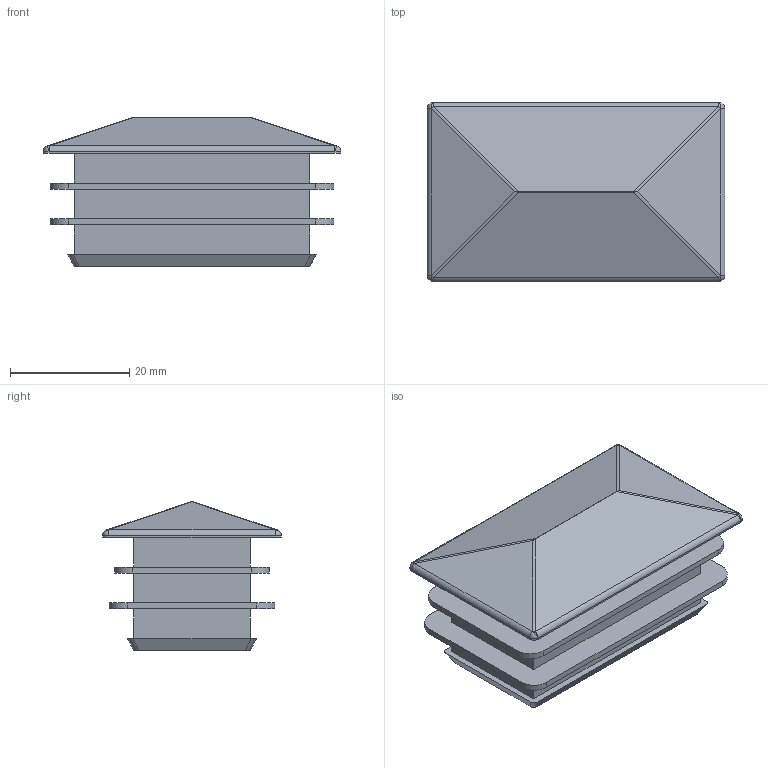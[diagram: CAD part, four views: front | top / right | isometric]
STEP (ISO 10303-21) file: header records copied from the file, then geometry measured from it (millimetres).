
FILE_DESCRIPTION(/* description */ (''),/* implementation_level */ '2;1');
FILE_NAME(/* name */ 'DR_PR4-3050-1040.stp',/* time_stamp */ '2023-03-03T13:48:29+09:00',/* author */ ('user'),/* organization */ (''),/* preprocessor_version */ 'ST-DEVELOPER v15.6',/* originating_system */ 'Autodesk Inventor 2015',/* authorisation */ '');
FILE_SCHEMA (('AUTOMOTIVE_DESIGN { 1 0 10303 214 3 1 1 }'));
Length unit declared in the file: millimetre
Products named in the file (1): DR_PR4-3050-1040
Bounding box: 50 x 30 x 25 mm (x, y, z)
Volume: 8836.1 mm3; surface area: 9665.8 mm2
Topology: 1 solids, 1 shells, 85 faces, 204 edges, 128 vertices
Faces by surface type: plane 45, cylinder 32, sphere 8
Entity records: 2476 total; most frequent: DIRECTION 442, CARTESIAN_POINT 418, ORIENTED_EDGE 408, EDGE_CURVE 204, AXIS2_PLACEMENT_3D 152, LINE 138, VECTOR 138, VERTEX_POINT 128
